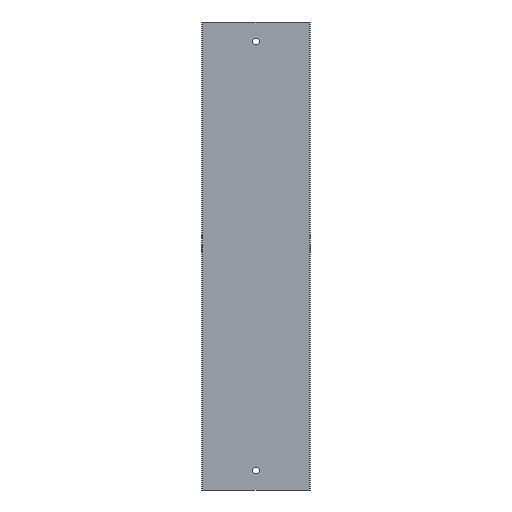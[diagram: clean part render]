
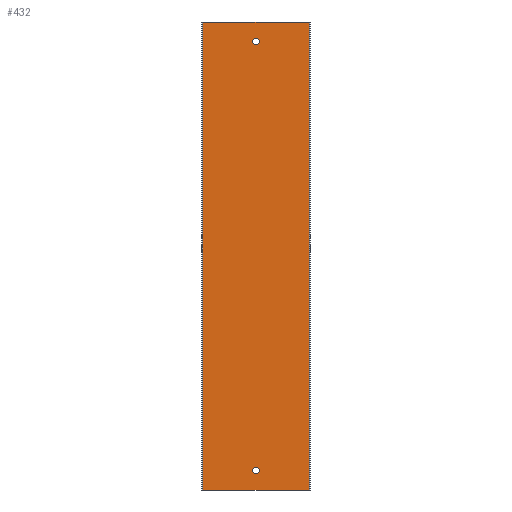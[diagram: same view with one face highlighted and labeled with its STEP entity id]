
A CAD part, front view. The second image highlights one B-rep face of the part: STEP entity #432.
In plain terms, the highlighted planar face has unit normal (0, -1, 0).
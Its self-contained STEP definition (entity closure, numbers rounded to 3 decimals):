
#5 = CARTESIAN_POINT ( 'NONE',  ( 41., 0., 360. ) ) ;
#9 = CARTESIAN_POINT ( 'NONE',  ( 0., 0., 347.5 ) ) ;
#17 = DIRECTION ( 'NONE',  ( 0., 0., 1. ) ) ;
#18 = PLANE ( 'NONE',  #309 ) ;
#20 = CARTESIAN_POINT ( 'NONE',  ( -41., 0., 360. ) ) ;
#24 = CARTESIAN_POINT ( 'NONE',  ( -41., 0., 360. ) ) ;
#26 = DIRECTION ( 'NONE',  ( 0., 1., 0. ) ) ;
#46 = DIRECTION ( 'NONE',  ( 0., 0., -1. ) ) ;
#47 = CARTESIAN_POINT ( 'NONE',  ( 41., 0., 360. ) ) ;
#58 = CARTESIAN_POINT ( 'NONE',  ( 0., 0., 15. ) ) ;
#60 = DIRECTION ( 'NONE',  ( 0., -1., 0. ) ) ;
#63 = DIRECTION ( 'NONE',  ( 0., 0., -1. ) ) ;
#69 = CARTESIAN_POINT ( 'NONE',  ( -41., 0., 360. ) ) ;
#102 = DIRECTION ( 'NONE',  ( 1., 0., 0. ) ) ;
#104 = DIRECTION ( 'NONE',  ( 0., -1., 0. ) ) ;
#108 = CARTESIAN_POINT ( 'NONE',  ( -41., 0., 360. ) ) ;
#115 = CARTESIAN_POINT ( 'NONE',  ( -41., 0., 0. ) ) ;
#116 = DIRECTION ( 'NONE',  ( 0., 0., 1. ) ) ;
#126 = CARTESIAN_POINT ( 'NONE',  ( 41., 0., 0. ) ) ;
#132 = CARTESIAN_POINT ( 'NONE',  ( 0., 0., 345. ) ) ;
#135 = CARTESIAN_POINT ( 'NONE',  ( 0., 0., 17.5 ) ) ;
#140 = DIRECTION ( 'NONE',  ( 1., 0., 0. ) ) ;
#149 = DIRECTION ( 'NONE',  ( 0., 0., 1. ) ) ;
#150 = CARTESIAN_POINT ( 'NONE',  ( -41., 0., 0. ) ) ;
#154 = LINE ( 'NONE', #47, #155 ) ;
#155 = VECTOR ( 'NONE', #46, 1000. ) ;
#160 = VERTEX_POINT ( 'NONE', #126 ) ;
#161 = VERTEX_POINT ( 'NONE', #150 ) ;
#164 = VERTEX_POINT ( 'NONE', #5 ) ;
#167 = VERTEX_POINT ( 'NONE', #24 ) ;
#219 = ORIENTED_EDGE ( 'NONE', *, *, #276, .F. ) ;
#220 = ORIENTED_EDGE ( 'NONE', *, *, #277, .F. ) ;
#221 = ORIENTED_EDGE ( 'NONE', *, *, #248, .F. ) ;
#222 = ORIENTED_EDGE ( 'NONE', *, *, #280, .T. ) ;
#223 = ORIENTED_EDGE ( 'NONE', *, *, #274, .T. ) ;
#224 = ORIENTED_EDGE ( 'NONE', *, *, #275, .F. ) ;
#238 = EDGE_LOOP ( 'NONE', ( #222, #221, #224, #223 ) ) ;
#239 = EDGE_LOOP ( 'NONE', ( #219 ) ) ;
#243 = EDGE_LOOP ( 'NONE', ( #220 ) ) ;
#248 = EDGE_CURVE ( 'NONE', #164, #160, #154, .T. ) ;
#253 = AXIS2_PLACEMENT_3D ( 'NONE', #132, #104, #116 ) ;
#255 = AXIS2_PLACEMENT_3D ( 'NONE', #58, #60, #149 ) ;
#274 = EDGE_CURVE ( 'NONE', #167, #161, #401, .T. ) ;
#275 = EDGE_CURVE ( 'NONE', #167, #164, #405, .T. ) ;
#276 = EDGE_CURVE ( 'NONE', #359, #359, #396, .T. ) ;
#277 = EDGE_CURVE ( 'NONE', #358, #358, #392, .T. ) ;
#280 = EDGE_CURVE ( 'NONE', #161, #160, #389, .T. ) ;
#309 = AXIS2_PLACEMENT_3D ( 'NONE', #20, #26, #17 ) ;
#358 = VERTEX_POINT ( 'NONE', #9 ) ;
#359 = VERTEX_POINT ( 'NONE', #135 ) ;
#364 = FACE_BOUND ( 'NONE', #239, .T. ) ;
#369 = FACE_OUTER_BOUND ( 'NONE', #238, .T. ) ;
#370 = FACE_BOUND ( 'NONE', #243, .T. ) ;
#387 = VECTOR ( 'NONE', #102, 1000. ) ;
#389 = LINE ( 'NONE', #115, #387 ) ;
#392 = CIRCLE ( 'NONE', #253, 2.5 ) ;
#395 = VECTOR ( 'NONE', #140, 1000. ) ;
#396 = CIRCLE ( 'NONE', #255, 2.5 ) ;
#399 = VECTOR ( 'NONE', #63, 1000. ) ;
#401 = LINE ( 'NONE', #108, #399 ) ;
#405 = LINE ( 'NONE', #69, #395 ) ;
#432 = ADVANCED_FACE ( 'NONE', ( #370, #364, #369 ), #18, .F. ) ;
